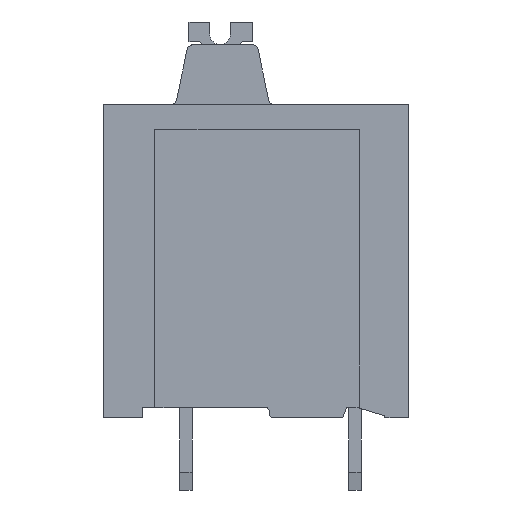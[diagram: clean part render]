
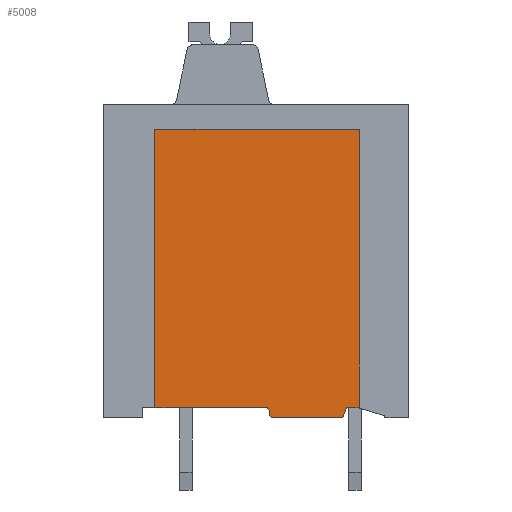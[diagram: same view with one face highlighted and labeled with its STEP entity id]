
A CAD part, left-side view. The second image highlights one B-rep face of the part: STEP entity #5008.
In plain terms, the highlighted planar face has unit normal (-1, 0, 0).
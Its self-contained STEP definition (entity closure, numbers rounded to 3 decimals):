
#774=AXIS2_PLACEMENT_3D('Circle Axis2P3D',#772,#773,$) ;
#817=AXIS2_PLACEMENT_3D('Circle Axis2P3D',#815,#816,$) ;
#4974=AXIS2_PLACEMENT_3D('Plane Axis2P3D',#4971,#4972,#4973) ;
#687=CARTESIAN_POINT('Vertex',(1.1,3.,4.)) ;
#694=CARTESIAN_POINT('Vertex',(1.1,2.5,4.)) ;
#697=CARTESIAN_POINT('Line Origine',(1.1,2.75,4.)) ;
#719=CARTESIAN_POINT('Vertex',(1.1,3.2,3.5)) ;
#722=CARTESIAN_POINT('Line Origine',(1.1,3.1,3.75)) ;
#744=CARTESIAN_POINT('Vertex',(1.1,6.55,3.5)) ;
#747=CARTESIAN_POINT('Line Origine',(1.1,4.875,3.5)) ;
#769=CARTESIAN_POINT('Vertex',(1.1,6.75,3.7)) ;
#772=CARTESIAN_POINT('Axis2P3D Location',(1.1,6.55,3.7)) ;
#794=CARTESIAN_POINT('Vertex',(1.1,6.75,3.8)) ;
#797=CARTESIAN_POINT('Line Origine',(1.1,6.75,3.75)) ;
#815=CARTESIAN_POINT('Axis2P3D Location',(1.1,6.95,3.8)) ;
#819=CARTESIAN_POINT('Vertex',(1.1,6.95,4.)) ;
#849=CARTESIAN_POINT('Line Origine',(1.1,9.625,4.)) ;
#853=CARTESIAN_POINT('Vertex',(1.1,12.3,4.)) ;
#4463=CARTESIAN_POINT('Vertex',(1.1,2.4,3.97)) ;
#4466=CARTESIAN_POINT('Line Origine',(1.1,2.45,3.985)) ;
#4971=CARTESIAN_POINT('Axis2P3D Location',(1.1,2.4,0.)) ;
#4976=CARTESIAN_POINT('Line Origine',(1.1,2.4,10.735)) ;
#4980=CARTESIAN_POINT('Vertex',(1.1,2.4,17.5)) ;
#4983=CARTESIAN_POINT('Line Origine',(1.1,7.35,17.5)) ;
#4987=CARTESIAN_POINT('Vertex',(1.1,12.3,17.5)) ;
#4990=CARTESIAN_POINT('Line Origine',(1.1,12.3,10.75)) ;
#698=DIRECTION('Vector Direction',(0.,1.,0.)) ;
#723=DIRECTION('Vector Direction',(0.,0.371,-0.928)) ;
#748=DIRECTION('Vector Direction',(0.,1.,0.)) ;
#773=DIRECTION('Axis2P3D Direction',(-1.,0.,0.)) ;
#798=DIRECTION('Vector Direction',(0.,0.,1.)) ;
#816=DIRECTION('Axis2P3D Direction',(-1.,0.,0.)) ;
#850=DIRECTION('Vector Direction',(0.,1.,0.)) ;
#4467=DIRECTION('Vector Direction',(0.,-0.959,-0.284)) ;
#4972=DIRECTION('Axis2P3D Direction',(1.,0.,0.)) ;
#4973=DIRECTION('Axis2P3D XDirection',(0.,1.,0.)) ;
#4977=DIRECTION('Vector Direction',(0.,0.,1.)) ;
#4984=DIRECTION('Vector Direction',(0.,1.,0.)) ;
#4991=DIRECTION('Vector Direction',(0.,0.,1.)) ;
#699=VECTOR('Line Direction',#698,1.) ;
#724=VECTOR('Line Direction',#723,1.) ;
#749=VECTOR('Line Direction',#748,1.) ;
#799=VECTOR('Line Direction',#798,1.) ;
#851=VECTOR('Line Direction',#850,1.) ;
#4468=VECTOR('Line Direction',#4467,1.) ;
#4978=VECTOR('Line Direction',#4977,1.) ;
#4985=VECTOR('Line Direction',#4984,1.) ;
#4992=VECTOR('Line Direction',#4991,1.) ;
#4996=ORIENTED_EDGE('',*,*,#855,.F.) ;
#4997=ORIENTED_EDGE('',*,*,#821,.T.) ;
#4998=ORIENTED_EDGE('',*,*,#801,.F.) ;
#4999=ORIENTED_EDGE('',*,*,#776,.F.) ;
#5000=ORIENTED_EDGE('',*,*,#751,.F.) ;
#5001=ORIENTED_EDGE('',*,*,#726,.F.) ;
#5002=ORIENTED_EDGE('',*,*,#701,.F.) ;
#5003=ORIENTED_EDGE('',*,*,#4470,.T.) ;
#5004=ORIENTED_EDGE('',*,*,#4982,.T.) ;
#5005=ORIENTED_EDGE('',*,*,#4989,.T.) ;
#5006=ORIENTED_EDGE('',*,*,#4994,.F.) ;
#5008=ADVANCED_FACE('_LMF 5.00/23/180  3.5SN OR BX 1330410000',(#5007),#4975,.F.) ;
#775=CIRCLE('generated circle',#774,0.2) ;
#818=CIRCLE('generated circle',#817,0.2) ;
#701=EDGE_CURVE('',#695,#688,#700,.T.) ;
#726=EDGE_CURVE('',#688,#720,#725,.T.) ;
#751=EDGE_CURVE('',#720,#745,#750,.T.) ;
#776=EDGE_CURVE('',#745,#770,#775,.F.) ;
#801=EDGE_CURVE('',#770,#795,#800,.T.) ;
#821=EDGE_CURVE('',#820,#795,#818,.F.) ;
#855=EDGE_CURVE('',#820,#854,#852,.T.) ;
#4470=EDGE_CURVE('',#695,#4464,#4469,.T.) ;
#4982=EDGE_CURVE('',#4464,#4981,#4979,.T.) ;
#4989=EDGE_CURVE('',#4981,#4988,#4986,.T.) ;
#4994=EDGE_CURVE('',#854,#4988,#4993,.T.) ;
#4995=EDGE_LOOP('',(#4996,#4997,#4998,#4999,#5000,#5001,#5002,#5003,#5004,#5005,#5006)) ;
#5007=FACE_OUTER_BOUND('',#4995,.T.) ;
#700=LINE('Line',#697,#699) ;
#725=LINE('Line',#722,#724) ;
#750=LINE('Line',#747,#749) ;
#800=LINE('Line',#797,#799) ;
#852=LINE('Line',#849,#851) ;
#4469=LINE('Line',#4466,#4468) ;
#4979=LINE('Line',#4976,#4978) ;
#4986=LINE('Line',#4983,#4985) ;
#4993=LINE('Line',#4990,#4992) ;
#4975=PLANE('',#4974) ;
#688=VERTEX_POINT('',#687) ;
#695=VERTEX_POINT('',#694) ;
#720=VERTEX_POINT('',#719) ;
#745=VERTEX_POINT('',#744) ;
#770=VERTEX_POINT('',#769) ;
#795=VERTEX_POINT('',#794) ;
#820=VERTEX_POINT('',#819) ;
#854=VERTEX_POINT('',#853) ;
#4464=VERTEX_POINT('',#4463) ;
#4981=VERTEX_POINT('',#4980) ;
#4988=VERTEX_POINT('',#4987) ;
